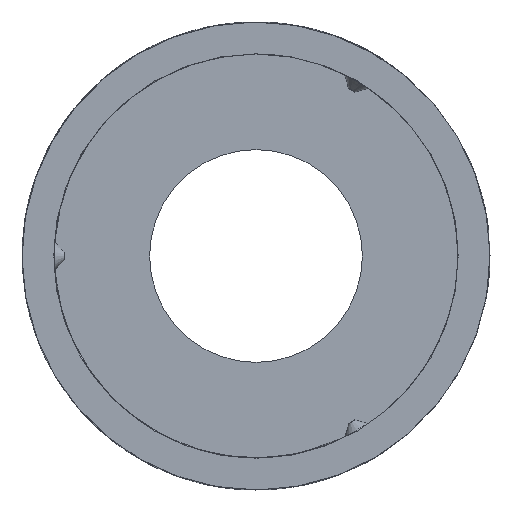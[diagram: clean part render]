
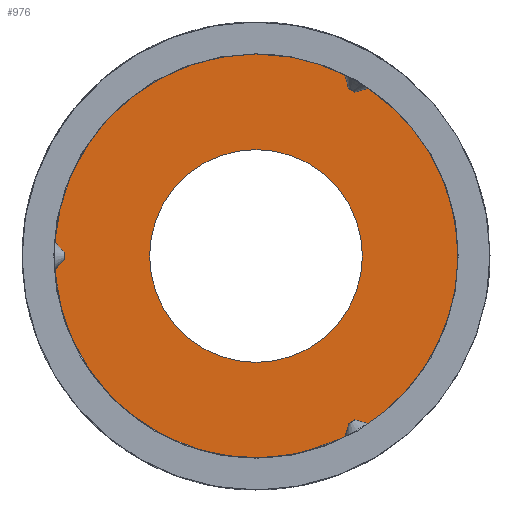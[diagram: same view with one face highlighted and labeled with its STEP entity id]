
A CAD part, left-side view. The second image highlights one B-rep face of the part: STEP entity #976.
In plain terms, the highlighted planar face has unit normal (-1, 0, 0).
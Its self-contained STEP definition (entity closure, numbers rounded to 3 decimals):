
#199=PLANE('',#6094);
#976=ADVANCED_FACE('',(#1502,#1503),#199,.T.);
#1325=CIRCLE('',#6093,10.);
#1502=FACE_BOUND('',#1810,.T.);
#1503=FACE_BOUND('',#1811,.T.);
#1810=EDGE_LOOP('',(#3250));
#1811=EDGE_LOOP('',(#3251));
#3250=ORIENTED_EDGE('',*,*,#5145,.T.);
#3251=ORIENTED_EDGE('',*,*,#5146,.F.);
#4327=VERTEX_POINT('',#11420);
#4328=VERTEX_POINT('',#11439);
#5145=EDGE_CURVE('',#4327,#4327,#1325,.T.);
#5146=EDGE_CURVE('',#4328,#4328,#5757,.T.);
#5757=B_SPLINE_CURVE_WITH_KNOTS('',3,(#11421,#11422,#11423,#11424,#11425,
#11426,#11427,#11428,#11429,#11430,#11431,#11432,#11433,#11434,#11435,#11436,
#11437,#11438),.UNSPECIFIED.,.T.,.F.,(2,2,2,2,2,2,2,2,2,2,2),(-0.125,0.,
0.125,0.25,0.375,0.5,0.625,0.75,0.875,1.,1.125),.UNSPECIFIED.);
#6093=AXIS2_PLACEMENT_3D('',#11419,#6982,#6983);
#6094=AXIS2_PLACEMENT_3D('',#11440,#6984,#6985);
#6982=DIRECTION('',(1.,0.,0.));
#6983=DIRECTION('',(0.,-0.5,-0.866));
#6984=DIRECTION('',(-1.,0.,0.));
#6985=DIRECTION('',(0.,-0.5,-0.866));
#11419=CARTESIAN_POINT('',(-25.92,0.,0.));
#11420=CARTESIAN_POINT('',(-25.92,-5.,-8.66));
#11421=CARTESIAN_POINT('',(-25.92,-13.802,-13.962));
#11422=CARTESIAN_POINT('',(-25.92,-5.19,-18.934));
#11423=CARTESIAN_POINT('',(-25.92,0.113,-19.632));
#11424=CARTESIAN_POINT('',(-25.92,9.718,-17.059));
#11425=CARTESIAN_POINT('',(-25.92,13.962,-13.802));
#11426=CARTESIAN_POINT('',(-25.92,18.934,-5.19));
#11427=CARTESIAN_POINT('',(-25.92,19.632,0.113));
#11428=CARTESIAN_POINT('',(-25.92,17.059,9.718));
#11429=CARTESIAN_POINT('',(-25.92,13.802,13.962));
#11430=CARTESIAN_POINT('',(-25.92,5.19,18.934));
#11431=CARTESIAN_POINT('',(-25.92,-0.113,19.632));
#11432=CARTESIAN_POINT('',(-25.92,-9.718,17.059));
#11433=CARTESIAN_POINT('',(-25.92,-13.962,13.802));
#11434=CARTESIAN_POINT('',(-25.92,-18.934,5.19));
#11435=CARTESIAN_POINT('',(-25.92,-19.632,-0.113));
#11436=CARTESIAN_POINT('',(-25.92,-17.059,-9.718));
#11437=CARTESIAN_POINT('',(-25.92,-13.802,-13.962));
#11438=CARTESIAN_POINT('',(-25.92,-5.19,-18.934));
#11439=CARTESIAN_POINT('',(-25.92,-9.498,-16.451));
#11440=CARTESIAN_POINT('',(-25.92,28.55,7.65));
